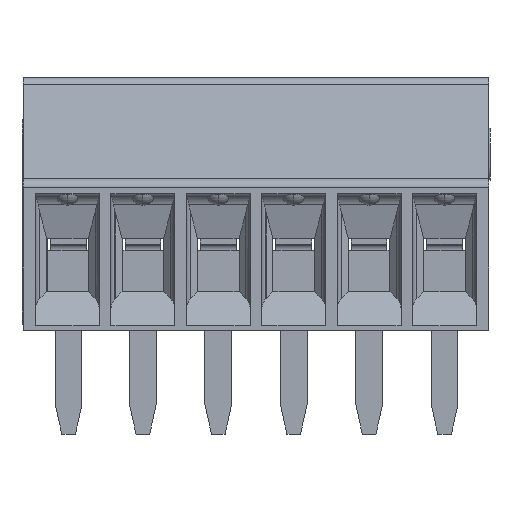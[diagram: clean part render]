
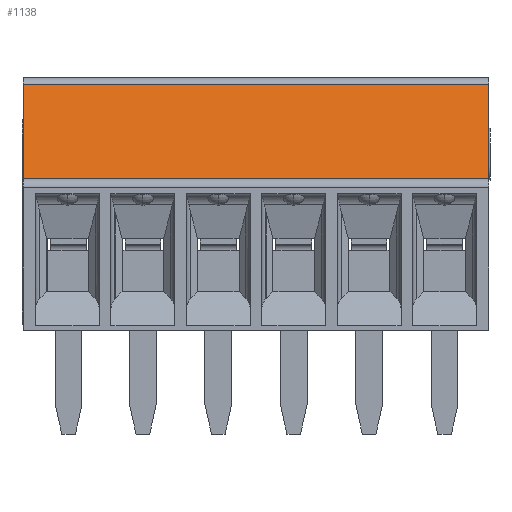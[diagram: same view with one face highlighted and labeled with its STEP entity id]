
A CAD part, front view. The second image highlights one B-rep face of the part: STEP entity #1138.
In plain terms, the highlighted planar face has unit normal (0, -0.966, 0.259).
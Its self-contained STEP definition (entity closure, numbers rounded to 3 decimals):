
#1138=ADVANCED_FACE('',(#3217),#3218,.T.);
#3217=FACE_OUTER_BOUND('',#5505,.T.);
#3218=PLANE('',#5506);
#5505=EDGE_LOOP('',(#13352,#13353,#13354,#13355));
#5506=AXIS2_PLACEMENT_3D('',#13356,#13357,#13358);
#13352=ORIENTED_EDGE('',*,*,#17285,.F.);
#13353=ORIENTED_EDGE('',*,*,#16765,.F.);
#13354=ORIENTED_EDGE('',*,*,#16525,.T.);
#13355=ORIENTED_EDGE('',*,*,#17914,.F.);
#13356=CARTESIAN_POINT('',(1.487,0.718,5.021));
#13357=DIRECTION('',(0.0,-0.966,0.259));
#13358=DIRECTION('',(-1.0,0.0,0.0));
#16525=EDGE_CURVE('',#20388,#20386,#20389,.T.);
#16765=EDGE_CURVE('',#20388,#20838,#20839,.T.);
#17285=EDGE_CURVE('',#20838,#21666,#21667,.T.);
#17914=EDGE_CURVE('',#21666,#20386,#22733,.T.);
#20386=VERTEX_POINT('',#26884);
#20388=VERTEX_POINT('',#26886);
#20389=LINE('',#26887,#26888);
#20838=VERTEX_POINT('',#29507);
#20839=LINE('',#29508,#29509);
#21666=VERTEX_POINT('',#30864);
#21667=LINE('',#30865,#30866);
#22733=LINE('',#32553,#32554);
#26884=CARTESIAN_POINT('',(-0.04,1.59,8.278));
#26886=CARTESIAN_POINT('',(15.64,1.59,8.278));
#26887=CARTESIAN_POINT('',(3.99,1.59,8.278));
#26888=VECTOR('',#35517,1.0);
#29507=CARTESIAN_POINT('',(15.64,0.739,5.1));
#29508=CARTESIAN_POINT('',(15.64,1.59,8.278));
#29509=VECTOR('',#35819,1.0);
#30864=CARTESIAN_POINT('',(-0.04,0.739,5.1));
#30865=CARTESIAN_POINT('',(15.64,0.739,5.1));
#30866=VECTOR('',#36387,1.0);
#32553=CARTESIAN_POINT('',(-0.04,0.739,5.1));
#32554=VECTOR('',#37036,1.0);
#35517=DIRECTION('',(-1.0,0.0,0.0));
#35819=DIRECTION('',(0.0,-0.259,-0.966));
#36387=DIRECTION('',(-1.0,0.0,0.0));
#37036=DIRECTION('',(0.0,0.259,0.966));
